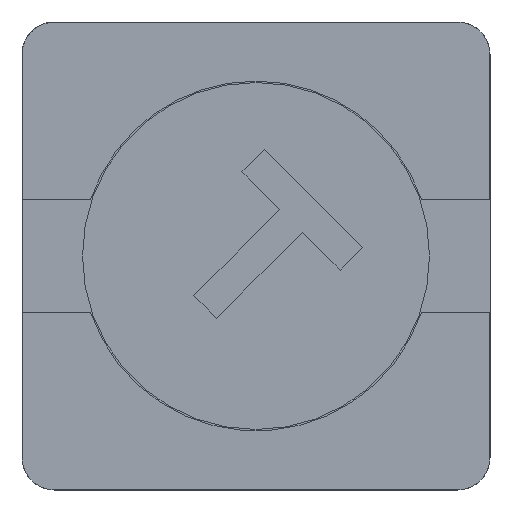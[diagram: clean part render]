
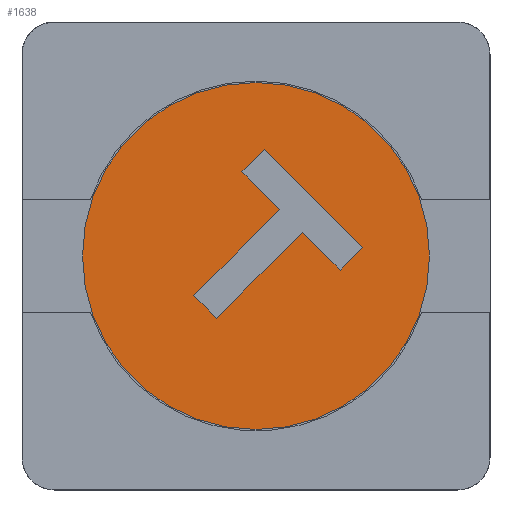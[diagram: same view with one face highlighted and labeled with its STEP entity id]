
A CAD part, front view. The second image highlights one B-rep face of the part: STEP entity #1638.
In plain terms, the highlighted planar face has unit normal (0, -1, 0).
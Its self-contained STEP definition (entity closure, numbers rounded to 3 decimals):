
#7 = ORIENTED_EDGE ( 'NONE', *, *, #5721, .F. ) ;
#101 = ORIENTED_EDGE ( 'NONE', *, *, #2072, .F. ) ;
#164 = VECTOR ( 'NONE', #952, 1000. ) ;
#248 = CARTESIAN_POINT ( 'NONE',  ( -0.174, -0.35, 1.042 ) ) ;
#255 = DIRECTION ( 'NONE',  ( 0., 1., 0. ) ) ;
#455 = LINE ( 'NONE', #1305, #3641 ) ;
#473 = CARTESIAN_POINT ( 'NONE',  ( 0.575, -0.35, 0.293 ) ) ;
#487 = CARTESIAN_POINT ( 'NONE',  ( 0., -0.35, 2.15 ) ) ;
#553 = VECTOR ( 'NONE', #961, 1000. ) ;
#590 = EDGE_CURVE ( 'NONE', #996, #2399, #1362, .T. ) ;
#605 = LINE ( 'NONE', #2832, #5677 ) ;
#654 = FACE_OUTER_BOUND ( 'NONE', #1701, .T. ) ;
#719 = DIRECTION ( 'NONE',  ( 0., 1., 0. ) ) ;
#763 = CARTESIAN_POINT ( 'NONE',  ( -0.174, -0.35, 1.042 ) ) ;
#853 = EDGE_CURVE ( 'NONE', #2038, #2155, #5045, .T. ) ;
#937 = CARTESIAN_POINT ( 'NONE',  ( 1.325, -0.35, 0.108 ) ) ;
#952 = DIRECTION ( 'NONE',  ( 0.707, 0., -0.707 ) ) ;
#961 = DIRECTION ( 'NONE',  ( -0.707, 0., -0.707 ) ) ;
#996 = VERTEX_POINT ( 'NONE', #487 ) ;
#998 = DIRECTION ( 'NONE',  ( 0.707, 0., 0.707 ) ) ;
#1071 = VERTEX_POINT ( 'NONE', #473 ) ;
#1305 = CARTESIAN_POINT ( 'NONE',  ( 0.575, -0.35, 0.293 ) ) ;
#1362 = CIRCLE ( 'NONE', #4840, 2.15 ) ;
#1567 = DIRECTION ( 'NONE',  ( 0.707, 0., -0.707 ) ) ;
#1632 = ORIENTED_EDGE ( 'NONE', *, *, #2528, .F. ) ;
#1638 = ADVANCED_FACE ( 'NONE', ( #1917, #654 ), #1980, .F. ) ;
#1701 = EDGE_LOOP ( 'NONE', ( #4131, #4145 ) ) ;
#1917 = FACE_BOUND ( 'NONE', #3444, .T. ) ;
#1976 = VERTEX_POINT ( 'NONE', #937 ) ;
#1980 = PLANE ( 'NONE',  #2032 ) ;
#2032 = AXIS2_PLACEMENT_3D ( 'NONE', #2443, #255, #5612 ) ;
#2038 = VERTEX_POINT ( 'NONE', #5053 ) ;
#2040 = LINE ( 'NONE', #763, #3858 ) ;
#2056 = VERTEX_POINT ( 'NONE', #2352 ) ;
#2072 = EDGE_CURVE ( 'NONE', #2641, #1976, #605, .T. ) ;
#2101 = LINE ( 'NONE', #248, #3271 ) ;
#2155 = VERTEX_POINT ( 'NONE', #5090 ) ;
#2237 = DIRECTION ( 'NONE',  ( 0., 1., 0. ) ) ;
#2253 = CARTESIAN_POINT ( 'NONE',  ( 0., -0.35, -2.15 ) ) ;
#2281 = DIRECTION ( 'NONE',  ( 0.707, 0., 0.707 ) ) ;
#2343 = LINE ( 'NONE', #4039, #2479 ) ;
#2352 = CARTESIAN_POINT ( 'NONE',  ( 0.108, -0.35, 1.325 ) ) ;
#2399 = VERTEX_POINT ( 'NONE', #2253 ) ;
#2443 = CARTESIAN_POINT ( 'NONE',  ( 0., -0.35, 0. ) ) ;
#2479 = VECTOR ( 'NONE', #4932, 1000. ) ;
#2518 = CARTESIAN_POINT ( 'NONE',  ( 0.108, -0.35, 1.325 ) ) ;
#2528 = EDGE_CURVE ( 'NONE', #5640, #4934, #2101, .T. ) ;
#2538 = DIRECTION ( 'NONE',  ( 0., 0., 1. ) ) ;
#2641 = VERTEX_POINT ( 'NONE', #3818 ) ;
#2779 = ORIENTED_EDGE ( 'NONE', *, *, #3294, .F. ) ;
#2832 = CARTESIAN_POINT ( 'NONE',  ( 1.042, -0.35, -0.174 ) ) ;
#2988 = CARTESIAN_POINT ( 'NONE',  ( -0.174, -0.35, 1.042 ) ) ;
#3086 = AXIS2_PLACEMENT_3D ( 'NONE', #4417, #2237, #5323 ) ;
#3201 = CARTESIAN_POINT ( 'NONE',  ( -0.772, -0.35, -0.489 ) ) ;
#3210 = CARTESIAN_POINT ( 'NONE',  ( 0.293, -0.35, 0.575 ) ) ;
#3271 = VECTOR ( 'NONE', #1567, 1000. ) ;
#3294 = EDGE_CURVE ( 'NONE', #1071, #2641, #2343, .T. ) ;
#3312 = ORIENTED_EDGE ( 'NONE', *, *, #3778, .F. ) ;
#3391 = CARTESIAN_POINT ( 'NONE',  ( 0., -0.35, 0. ) ) ;
#3444 = EDGE_LOOP ( 'NONE', ( #1632, #7, #3312, #101, #2779, #4607, #3448, #4926 ) ) ;
#3448 = ORIENTED_EDGE ( 'NONE', *, *, #853, .F. ) ;
#3641 = VECTOR ( 'NONE', #2281, 1000. ) ;
#3778 = EDGE_CURVE ( 'NONE', #1976, #2056, #4921, .T. ) ;
#3818 = CARTESIAN_POINT ( 'NONE',  ( 1.042, -0.35, -0.174 ) ) ;
#3858 = VECTOR ( 'NONE', #4801, 1000. ) ;
#3985 = LINE ( 'NONE', #5035, #553 ) ;
#4011 = EDGE_CURVE ( 'NONE', #2155, #1071, #455, .T. ) ;
#4039 = CARTESIAN_POINT ( 'NONE',  ( 0.575, -0.35, 0.293 ) ) ;
#4098 = EDGE_CURVE ( 'NONE', #2399, #996, #4724, .T. ) ;
#4131 = ORIENTED_EDGE ( 'NONE', *, *, #590, .F. ) ;
#4145 = ORIENTED_EDGE ( 'NONE', *, *, #4098, .F. ) ;
#4417 = CARTESIAN_POINT ( 'NONE',  ( 0., -0.35, 0. ) ) ;
#4607 = ORIENTED_EDGE ( 'NONE', *, *, #4011, .F. ) ;
#4692 = DIRECTION ( 'NONE',  ( -0.707, 0., 0.707 ) ) ;
#4724 = CIRCLE ( 'NONE', #3086, 2.15 ) ;
#4801 = DIRECTION ( 'NONE',  ( -0.707, 0., -0.707 ) ) ;
#4840 = AXIS2_PLACEMENT_3D ( 'NONE', #3391, #719, #2538 ) ;
#4921 = LINE ( 'NONE', #2518, #5405 ) ;
#4926 = ORIENTED_EDGE ( 'NONE', *, *, #4948, .F. ) ;
#4932 = DIRECTION ( 'NONE',  ( 0.707, 0., -0.707 ) ) ;
#4934 = VERTEX_POINT ( 'NONE', #3210 ) ;
#4948 = EDGE_CURVE ( 'NONE', #4934, #2038, #3985, .T. ) ;
#5035 = CARTESIAN_POINT ( 'NONE',  ( 0.293, -0.35, 0.575 ) ) ;
#5045 = LINE ( 'NONE', #3201, #164 ) ;
#5053 = CARTESIAN_POINT ( 'NONE',  ( -0.772, -0.35, -0.489 ) ) ;
#5090 = CARTESIAN_POINT ( 'NONE',  ( -0.489, -0.35, -0.772 ) ) ;
#5323 = DIRECTION ( 'NONE',  ( 0., 0., 1. ) ) ;
#5405 = VECTOR ( 'NONE', #4692, 1000. ) ;
#5612 = DIRECTION ( 'NONE',  ( 0., 0., 1. ) ) ;
#5640 = VERTEX_POINT ( 'NONE', #2988 ) ;
#5677 = VECTOR ( 'NONE', #998, 1000. ) ;
#5721 = EDGE_CURVE ( 'NONE', #2056, #5640, #2040, .T. ) ;
